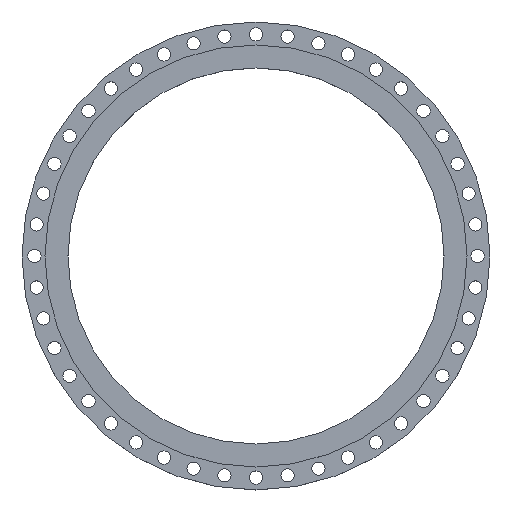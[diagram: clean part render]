
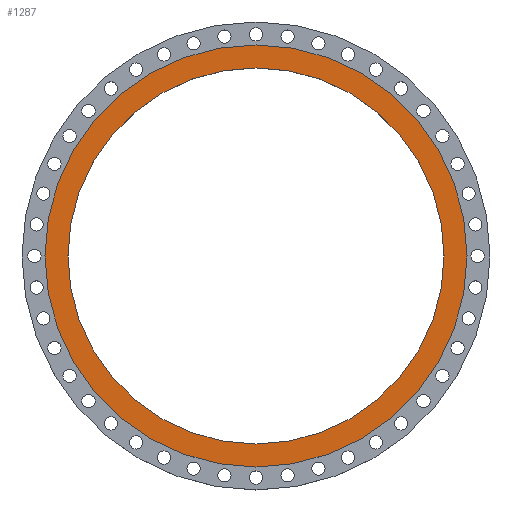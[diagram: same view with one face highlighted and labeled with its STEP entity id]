
A CAD part, top view. The second image highlights one B-rep face of the part: STEP entity #1287.
In plain terms, the highlighted planar face has unit normal (0, 0, 1).
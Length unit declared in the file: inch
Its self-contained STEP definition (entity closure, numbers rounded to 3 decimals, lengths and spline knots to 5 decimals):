
#88 = DIRECTION ( 'NONE',  ( 1., 0., 0. ) ) ;
#203 = CIRCLE ( 'NONE', #3398, 29.875 ) ;
#224 = EDGE_CURVE ( 'NONE', #1641, #596, #2944, .T. ) ;
#285 = DIRECTION ( 'NONE',  ( -1., 0., 0. ) ) ;
#314 = CARTESIAN_POINT ( 'NONE',  ( -29.875, 0., 0. ) ) ;
#552 = AXIS2_PLACEMENT_3D ( 'NONE', #1560, #2736, #88 ) ;
#596 = VERTEX_POINT ( 'NONE', #761 ) ;
#630 = CARTESIAN_POINT ( 'NONE',  ( 0., 0., 0. ) ) ;
#710 = DIRECTION ( 'NONE',  ( 1., 0., 0. ) ) ;
#761 = CARTESIAN_POINT ( 'NONE',  ( -26.625, 0., 0. ) ) ;
#812 = ORIENTED_EDGE ( 'NONE', *, *, #3475, .T. ) ;
#815 = VERTEX_POINT ( 'NONE', #3350 ) ;
#1022 = EDGE_CURVE ( 'NONE', #596, #1641, #2122, .T. ) ;
#1129 = CARTESIAN_POINT ( 'NONE',  ( 0., 26.625, 0. ) ) ;
#1287 = ADVANCED_FACE ( 'NONE', ( #2345, #2130 ), #2926, .F. ) ;
#1310 = ORIENTED_EDGE ( 'NONE', *, *, #2629, .T. ) ;
#1416 = AXIS2_PLACEMENT_3D ( 'NONE', #2656, #2682, #1782 ) ;
#1481 = ORIENTED_EDGE ( 'NONE', *, *, #224, .F. ) ;
#1560 = CARTESIAN_POINT ( 'NONE',  ( 0., 0., 0. ) ) ;
#1641 = VERTEX_POINT ( 'NONE', #2041 ) ;
#1782 = DIRECTION ( 'NONE',  ( 1., 0., 0. ) ) ;
#2041 = CARTESIAN_POINT ( 'NONE',  ( 26.625, 0., 0. ) ) ;
#2122 = CIRCLE ( 'NONE', #1416, 26.625 ) ;
#2130 = FACE_OUTER_BOUND ( 'NONE', #2571, .T. ) ;
#2145 = ORIENTED_EDGE ( 'NONE', *, *, #1022, .F. ) ;
#2205 = AXIS2_PLACEMENT_3D ( 'NONE', #630, #2987, #2707 ) ;
#2213 = DIRECTION ( 'NONE',  ( 0., 0., 1. ) ) ;
#2345 = FACE_BOUND ( 'NONE', #2625, .T. ) ;
#2505 = VERTEX_POINT ( 'NONE', #314 ) ;
#2571 = EDGE_LOOP ( 'NONE', ( #1310, #812 ) ) ;
#2625 = EDGE_LOOP ( 'NONE', ( #1481, #2145 ) ) ;
#2629 = EDGE_CURVE ( 'NONE', #815, #2505, #203, .T. ) ;
#2656 = CARTESIAN_POINT ( 'NONE',  ( 0., 0., 0. ) ) ;
#2682 = DIRECTION ( 'NONE',  ( 0., 0., 1. ) ) ;
#2707 = DIRECTION ( 'NONE',  ( 1., 0., 0. ) ) ;
#2736 = DIRECTION ( 'NONE',  ( 0., 0., 1. ) ) ;
#2926 = PLANE ( 'NONE',  #3264 ) ;
#2944 = CIRCLE ( 'NONE', #552, 26.625 ) ;
#2987 = DIRECTION ( 'NONE',  ( 0., 0., 1. ) ) ;
#3254 = DIRECTION ( 'NONE',  ( 0., 0., -1. ) ) ;
#3264 = AXIS2_PLACEMENT_3D ( 'NONE', #1129, #3254, #285 ) ;
#3285 = CIRCLE ( 'NONE', #2205, 29.875 ) ;
#3350 = CARTESIAN_POINT ( 'NONE',  ( 29.875, 0., 0. ) ) ;
#3398 = AXIS2_PLACEMENT_3D ( 'NONE', #3646, #2213, #710 ) ;
#3475 = EDGE_CURVE ( 'NONE', #2505, #815, #3285, .T. ) ;
#3646 = CARTESIAN_POINT ( 'NONE',  ( 0., 0., 0. ) ) ;
